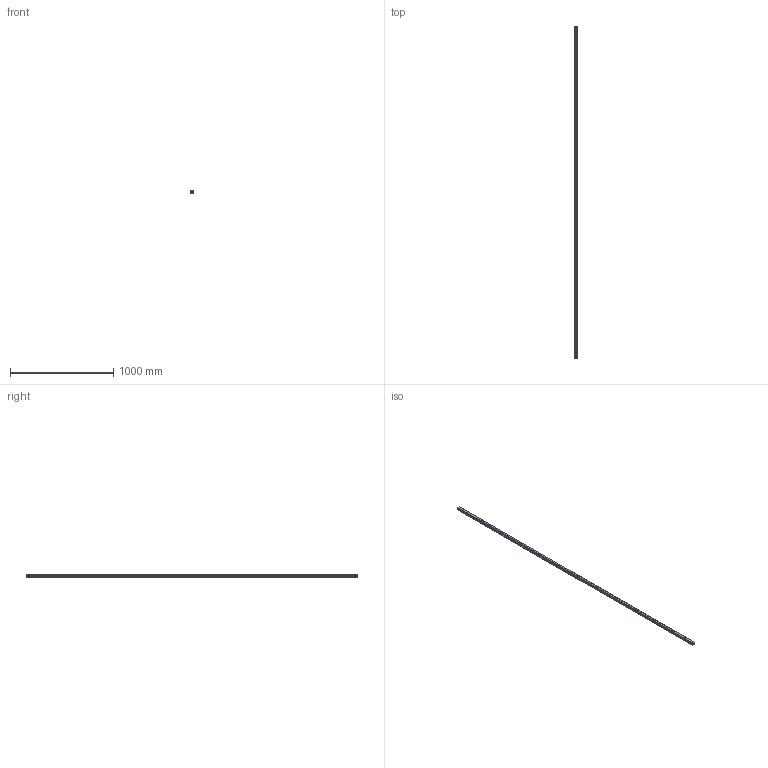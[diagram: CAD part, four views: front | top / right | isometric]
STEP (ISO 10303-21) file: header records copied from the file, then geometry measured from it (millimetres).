
FILE_DESCRIPTION(('STEP AP214'),'1');
FILE_NAME('cctmp_58C9A6C8-4604-45A8-8C8E-D3A297BCABAA_2021_01_27_08_33_21_0688..stp','2021-01-27T07:33:21',('HIWIN GmbH'),('CADClick - www.CADClick.com'),'Spatial InterOp 3D',' ','unknown authorization');
FILE_SCHEMA(('AUTOMOTIVE_DESIGN'));
Length unit declared in the file: millimetre
Products named in the file (1): HGR30T3210C_FILE
Bounding box: 28 x 3210 x 26 mm (x, y, z)
Volume: 1947363.6 mm3; surface area: 369135.8 mm2
Topology: 1 solids, 1 shells, 275 faces, 727 edges, 418 vertices
Faces by surface type: cylinder 102, plane 93, cone 80
Entity records: 10089 total; most frequent: DIRECTION 1403, CARTESIAN_POINT 1341, ORIENTED_EDGE 1294, EDGE_CURVE 647, AXIS2_PLACEMENT_3D 480, LINE 443, VECTOR 443, VERTEX_POINT 418
